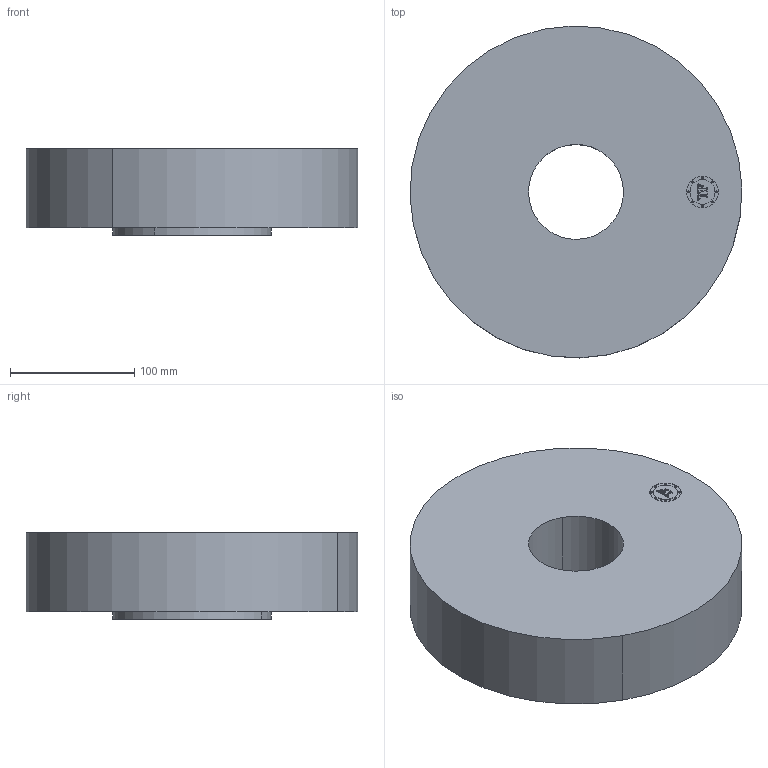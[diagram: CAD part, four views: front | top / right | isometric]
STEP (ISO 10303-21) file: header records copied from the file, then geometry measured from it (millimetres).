
FILE_DESCRIPTION(('3D STEP'),'2;1');
FILE_NAME('3-1500-FB-RF-STUDOUT-FLANGE.stp','2013-11-25T00:48:48+00:00',('Texas Flange'),(''),'CATIA Version 5 Release 20 SP 6 (IN-10)','CATIA V5 STEP AP214','800-826-3801');
FILE_SCHEMA(('AUTOMOTIVE_DESIGN { 1 0 10303 214 1 1 1 1 }'));
Products named in the file (1): 3-1500-FB-RF-STUDOUT-FLANGE
Bounding box: 266.63 x 266.63 x 69.85 mm (x, y, z)
Volume: 3096957.2 mm3; surface area: 213984.8 mm2
Topology: 1 solids, 1 shells, 938 faces, 2714 edges, 1788 vertices
Faces by surface type: plane 368, bspline 312, cylinder 202, cone 40, revolution 16
Entity records: 44354 total; most frequent: CARTESIAN_POINT 21440, ORIENTED_EDGE 5396, EDGE_CURVE 2698, DIRECTION 2228, VERTEX_POINT 1788, VECTOR 1294, LINE 1294, B_SPLINE_CURVE_WITH_KNOTS 1280
